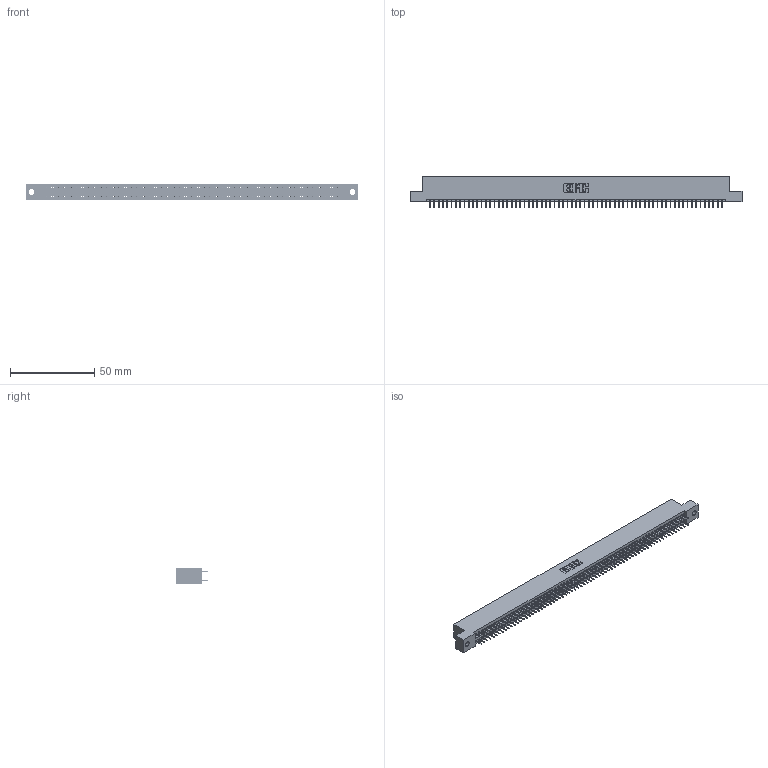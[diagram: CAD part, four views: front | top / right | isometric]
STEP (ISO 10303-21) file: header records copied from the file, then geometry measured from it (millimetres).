
FILE_DESCRIPTION (( 'STEP AP203' ), '1' );
FILE_NAME ('345-138-525-202.STEP', '2020-09-22T16:28:32', ( '' ), ( '' ), 'SwSTEP 2.0', 'SolidWorks 2020', '' );
FILE_SCHEMA (( 'CONFIG_CONTROL_DESIGN' ));
Length unit declared in the file: inch
Products named in the file (3): 345-138-525-202; 345 Part_Flush Mounting Lugs - 0.128 Dia; 345-292-001_345-293-125
Assembly tree (139 placements, depth 2):
  345-138-525-202
    345 Part_Flush Mounting Lugs - 0.128 Dia
    345-292-001_345-293-125  x138
Bounding box: 196.47 x 18.72 x 9.4 mm (x, y, z)
Volume: 19072 mm3; surface area: 27757.3 mm2
Topology: 139 solids, 139 shells, 7578 faces, 21455 edges, 13750 vertices
Faces by surface type: plane 5462, cylinder 2116
Entity records: 50581 total; most frequent: CARTESIAN_POINT 8452, ORIENTED_EDGE 8386, DIRECTION 7421, EDGE_CURVE 4193, LINE 3789, VECTOR 3789, VERTEX_POINT 2790, AXIS2_PLACEMENT_3D 1816
